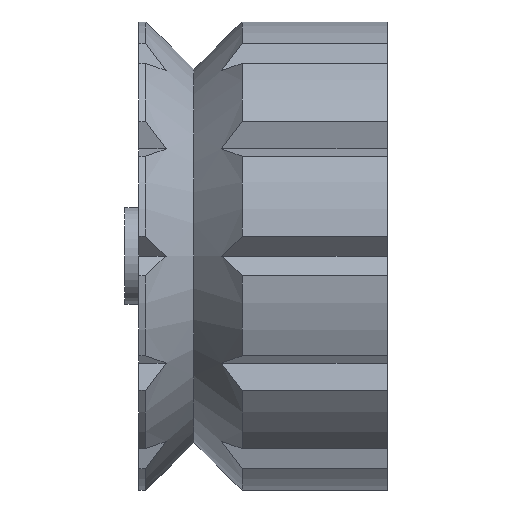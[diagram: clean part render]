
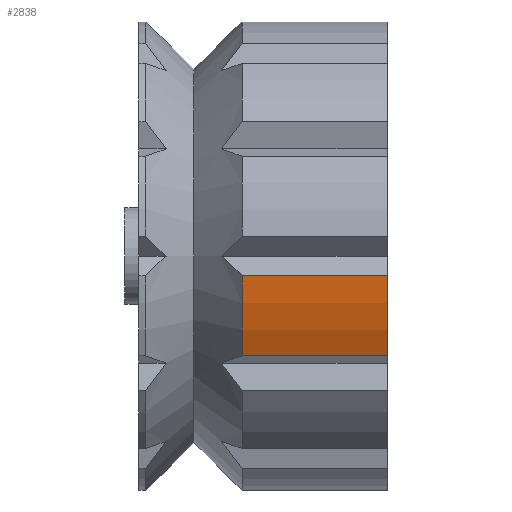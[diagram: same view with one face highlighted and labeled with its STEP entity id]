
A CAD part, front view. The second image highlights one B-rep face of the part: STEP entity #2838.
In plain terms, the highlighted cylindrical face has radius 17 mm (diameter 34 mm), a partial arc.
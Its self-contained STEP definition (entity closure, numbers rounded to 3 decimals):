
#150=CYLINDRICAL_SURFACE('',#3061,17.);
#198=CIRCLE('',#3005,17.);
#228=CIRCLE('',#3062,17.);
#329=FACE_OUTER_BOUND('',#494,.T.);
#494=EDGE_LOOP('',(#2078,#2079,#2080,#2081));
#715=LINE('',#4421,#953);
#716=LINE('',#4425,#954);
#953=VECTOR('',#3509,10.);
#954=VECTOR('',#3514,10.);
#1147=VERTEX_POINT('',#4161);
#1148=VERTEX_POINT('',#4165);
#1227=VERTEX_POINT('',#4419);
#1228=VERTEX_POINT('',#4423);
#1447=EDGE_CURVE('',#1148,#1147,#198,.T.);
#1553=EDGE_CURVE('',#1147,#1227,#715,.T.);
#1554=EDGE_CURVE('',#1228,#1227,#228,.T.);
#1555=EDGE_CURVE('',#1228,#1148,#716,.T.);
#2078=ORIENTED_EDGE('',*,*,#1553,.T.);
#2079=ORIENTED_EDGE('',*,*,#1554,.F.);
#2080=ORIENTED_EDGE('',*,*,#1555,.T.);
#2081=ORIENTED_EDGE('',*,*,#1447,.T.);
#2838=ADVANCED_FACE('',(#329),#150,.T.);
#3005=AXIS2_PLACEMENT_3D('',#4166,#3343,#3344);
#3061=AXIS2_PLACEMENT_3D('',#4422,#3510,#3511);
#3062=AXIS2_PLACEMENT_3D('',#4424,#3512,#3513);
#3343=DIRECTION('center_axis',(1.,0.,0.));
#3344=DIRECTION('ref_axis',(0.,0.,-1.));
#3509=DIRECTION('',(1.,0.,0.));
#3510=DIRECTION('center_axis',(1.,0.,0.));
#3511=DIRECTION('ref_axis',(0.,0.,-1.));
#3512=DIRECTION('center_axis',(1.,0.,0.));
#3513=DIRECTION('ref_axis',(0.,0.,-1.));
#3514=DIRECTION('',(-1.,0.,0.));
#4161=CARTESIAN_POINT('',(3.5,-15.389,-7.223));
#4165=CARTESIAN_POINT('',(3.5,-16.939,-1.439));
#4166=CARTESIAN_POINT('Origin',(3.5,0.,0.));
#4419=CARTESIAN_POINT('',(14.,-15.389,-7.223));
#4421=CARTESIAN_POINT('',(0.,-15.389,-7.223));
#4422=CARTESIAN_POINT('Origin',(0.,0.,0.));
#4423=CARTESIAN_POINT('',(14.,-16.939,-1.439));
#4424=CARTESIAN_POINT('Origin',(14.,0.,0.));
#4425=CARTESIAN_POINT('',(0.,-16.939,-1.439));
